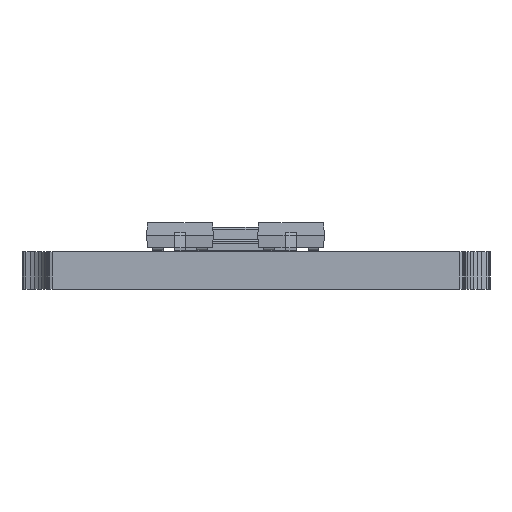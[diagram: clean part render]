
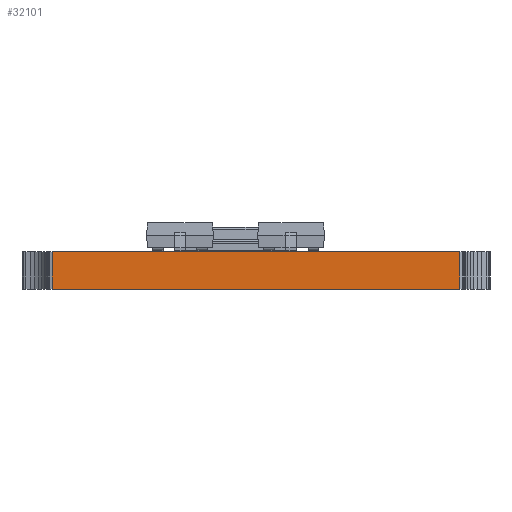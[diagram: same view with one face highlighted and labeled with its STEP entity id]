
A CAD part, left-side view. The second image highlights one B-rep face of the part: STEP entity #32101.
In plain terms, the highlighted planar face has unit normal (-1, 0, 0).
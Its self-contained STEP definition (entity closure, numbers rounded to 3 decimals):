
#27972 = PLANE('',#27973);
#27973 = AXIS2_PLACEMENT_3D('',#27974,#27975,#27976);
#27974 = CARTESIAN_POINT('',(167.45,-103.325,1.6));
#27975 = DIRECTION('',(-0.,-0.,-1.));
#27976 = DIRECTION('',(-1.,0.,0.));
#28026 = PLANE('',#28027);
#28027 = AXIS2_PLACEMENT_3D('',#28028,#28029,#28030);
#28028 = CARTESIAN_POINT('',(167.45,-103.325,0.));
#28029 = DIRECTION('',(-0.,-0.,-1.));
#28030 = DIRECTION('',(-1.,0.,0.));
#29227 = VERTEX_POINT('',#29228);
#29228 = CARTESIAN_POINT('',(157.45,-112.041,0.));
#29242 = PLANE('',#29243);
#29243 = AXIS2_PLACEMENT_3D('',#29244,#29245,#29246);
#29244 = CARTESIAN_POINT('',(157.472,-112.131,0.));
#29245 = DIRECTION('',(-0.972,-0.234,0.));
#29246 = DIRECTION('',(-0.234,0.972,0.));
#29254 = EDGE_CURVE('',#29227,#29255,#29257,.T.);
#29255 = VERTEX_POINT('',#29256);
#29256 = CARTESIAN_POINT('',(157.45,-94.61,0.));
#29257 = SURFACE_CURVE('',#29258,(#29262,#29269),.PCURVE_S1.);
#29258 = LINE('',#29259,#29260);
#29259 = CARTESIAN_POINT('',(157.45,-112.041,0.));
#29260 = VECTOR('',#29261,1.);
#29261 = DIRECTION('',(0.,1.,0.));
#29262 = PCURVE('',#28026,#29263);
#29263 = DEFINITIONAL_REPRESENTATION('',(#29264),#29268);
#29264 = LINE('',#29265,#29266);
#29265 = CARTESIAN_POINT('',(10.,-8.715));
#29266 = VECTOR('',#29267,1.);
#29267 = DIRECTION('',(0.,1.));
#29268 = ( GEOMETRIC_REPRESENTATION_CONTEXT(2) 
PARAMETRIC_REPRESENTATION_CONTEXT() REPRESENTATION_CONTEXT('2D SPACE',''
  ) );
#29269 = PCURVE('',#29270,#29275);
#29270 = PLANE('',#29271);
#29271 = AXIS2_PLACEMENT_3D('',#29272,#29273,#29274);
#29272 = CARTESIAN_POINT('',(157.45,-112.041,0.));
#29273 = DIRECTION('',(-1.,0.,0.));
#29274 = DIRECTION('',(0.,1.,0.));
#29275 = DEFINITIONAL_REPRESENTATION('',(#29276),#29280);
#29276 = LINE('',#29277,#29278);
#29277 = CARTESIAN_POINT('',(0.,0.));
#29278 = VECTOR('',#29279,1.);
#29279 = DIRECTION('',(1.,0.));
#29280 = ( GEOMETRIC_REPRESENTATION_CONTEXT(2) 
PARAMETRIC_REPRESENTATION_CONTEXT() REPRESENTATION_CONTEXT('2D SPACE',''
  ) );
#29298 = PLANE('',#29299);
#29299 = AXIS2_PLACEMENT_3D('',#29300,#29301,#29302);
#29300 = CARTESIAN_POINT('',(157.45,-94.61,0.));
#29301 = DIRECTION('',(-0.972,0.233,0.));
#29302 = DIRECTION('',(0.233,0.972,0.));
#30770 = VERTEX_POINT('',#30771);
#30771 = CARTESIAN_POINT('',(157.45,-112.041,1.6));
#30792 = EDGE_CURVE('',#30770,#30793,#30795,.T.);
#30793 = VERTEX_POINT('',#30794);
#30794 = CARTESIAN_POINT('',(157.45,-94.61,1.6));
#30795 = SURFACE_CURVE('',#30796,(#30800,#30807),.PCURVE_S1.);
#30796 = LINE('',#30797,#30798);
#30797 = CARTESIAN_POINT('',(157.45,-112.041,1.6));
#30798 = VECTOR('',#30799,1.);
#30799 = DIRECTION('',(0.,1.,0.));
#30800 = PCURVE('',#27972,#30801);
#30801 = DEFINITIONAL_REPRESENTATION('',(#30802),#30806);
#30802 = LINE('',#30803,#30804);
#30803 = CARTESIAN_POINT('',(10.,-8.715));
#30804 = VECTOR('',#30805,1.);
#30805 = DIRECTION('',(0.,1.));
#30806 = ( GEOMETRIC_REPRESENTATION_CONTEXT(2) 
PARAMETRIC_REPRESENTATION_CONTEXT() REPRESENTATION_CONTEXT('2D SPACE',''
  ) );
#30807 = PCURVE('',#29270,#30808);
#30808 = DEFINITIONAL_REPRESENTATION('',(#30809),#30813);
#30809 = LINE('',#30810,#30811);
#30810 = CARTESIAN_POINT('',(0.,-1.6));
#30811 = VECTOR('',#30812,1.);
#30812 = DIRECTION('',(1.,0.));
#30813 = ( GEOMETRIC_REPRESENTATION_CONTEXT(2) 
PARAMETRIC_REPRESENTATION_CONTEXT() REPRESENTATION_CONTEXT('2D SPACE',''
  ) );
#32051 = EDGE_CURVE('',#29255,#30793,#32052,.T.);
#32052 = SURFACE_CURVE('',#32053,(#32057,#32064),.PCURVE_S1.);
#32053 = LINE('',#32054,#32055);
#32054 = CARTESIAN_POINT('',(157.45,-94.61,0.));
#32055 = VECTOR('',#32056,1.);
#32056 = DIRECTION('',(0.,0.,1.));
#32057 = PCURVE('',#29298,#32058);
#32058 = DEFINITIONAL_REPRESENTATION('',(#32059),#32063);
#32059 = LINE('',#32060,#32061);
#32060 = CARTESIAN_POINT('',(0.,0.));
#32061 = VECTOR('',#32062,1.);
#32062 = DIRECTION('',(0.,-1.));
#32063 = ( GEOMETRIC_REPRESENTATION_CONTEXT(2) 
PARAMETRIC_REPRESENTATION_CONTEXT() REPRESENTATION_CONTEXT('2D SPACE',''
  ) );
#32064 = PCURVE('',#29270,#32065);
#32065 = DEFINITIONAL_REPRESENTATION('',(#32066),#32070);
#32066 = LINE('',#32067,#32068);
#32067 = CARTESIAN_POINT('',(17.431,0.));
#32068 = VECTOR('',#32069,1.);
#32069 = DIRECTION('',(0.,-1.));
#32070 = ( GEOMETRIC_REPRESENTATION_CONTEXT(2) 
PARAMETRIC_REPRESENTATION_CONTEXT() REPRESENTATION_CONTEXT('2D SPACE',''
  ) );
#32101 = ADVANCED_FACE('',(#32102),#29270,.T.);
#32102 = FACE_BOUND('',#32103,.T.);
#32103 = EDGE_LOOP('',(#32104,#32125,#32126,#32127));
#32104 = ORIENTED_EDGE('',*,*,#32105,.T.);
#32105 = EDGE_CURVE('',#29227,#30770,#32106,.T.);
#32106 = SURFACE_CURVE('',#32107,(#32111,#32118),.PCURVE_S1.);
#32107 = LINE('',#32108,#32109);
#32108 = CARTESIAN_POINT('',(157.45,-112.041,0.));
#32109 = VECTOR('',#32110,1.);
#32110 = DIRECTION('',(0.,0.,1.));
#32111 = PCURVE('',#29270,#32112);
#32112 = DEFINITIONAL_REPRESENTATION('',(#32113),#32117);
#32113 = LINE('',#32114,#32115);
#32114 = CARTESIAN_POINT('',(0.,0.));
#32115 = VECTOR('',#32116,1.);
#32116 = DIRECTION('',(0.,-1.));
#32117 = ( GEOMETRIC_REPRESENTATION_CONTEXT(2) 
PARAMETRIC_REPRESENTATION_CONTEXT() REPRESENTATION_CONTEXT('2D SPACE',''
  ) );
#32118 = PCURVE('',#29242,#32119);
#32119 = DEFINITIONAL_REPRESENTATION('',(#32120),#32124);
#32120 = LINE('',#32121,#32122);
#32121 = CARTESIAN_POINT('',(0.094,0.));
#32122 = VECTOR('',#32123,1.);
#32123 = DIRECTION('',(0.,-1.));
#32124 = ( GEOMETRIC_REPRESENTATION_CONTEXT(2) 
PARAMETRIC_REPRESENTATION_CONTEXT() REPRESENTATION_CONTEXT('2D SPACE',''
  ) );
#32125 = ORIENTED_EDGE('',*,*,#30792,.T.);
#32126 = ORIENTED_EDGE('',*,*,#32051,.F.);
#32127 = ORIENTED_EDGE('',*,*,#29254,.F.);
